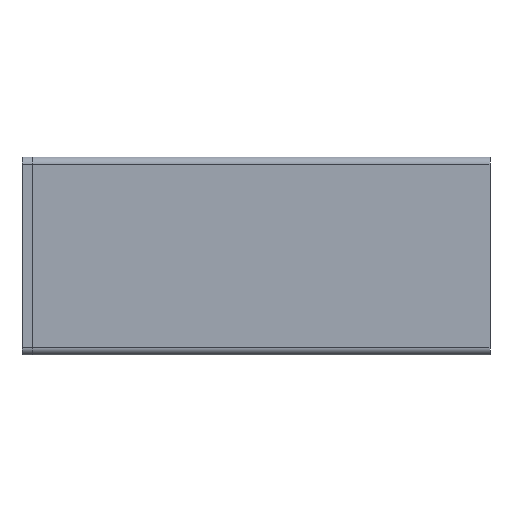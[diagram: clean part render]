
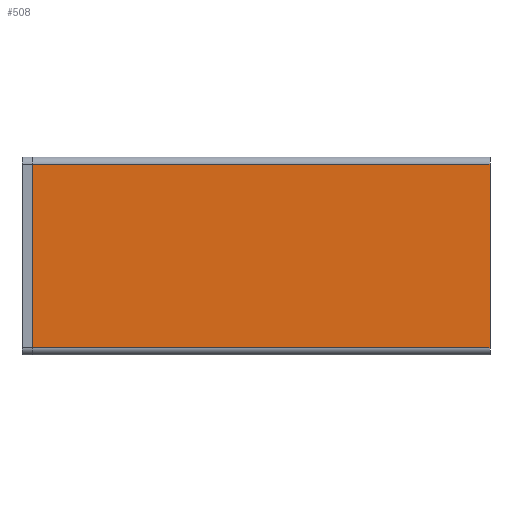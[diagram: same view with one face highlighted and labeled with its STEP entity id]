
A CAD part, front view. The second image highlights one B-rep face of the part: STEP entity #508.
In plain terms, the highlighted planar face has unit normal (0, -1, 0).
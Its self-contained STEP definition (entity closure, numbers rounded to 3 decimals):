
#169 = VERTEX_POINT('',#170);
#170 = CARTESIAN_POINT('',(29.,126.725,28.275));
#177 = EDGE_CURVE('',#178,#169,#180,.T.);
#178 = VERTEX_POINT('',#179);
#179 = CARTESIAN_POINT('',(29.,126.725,-22.275));
#180 = LINE('',#181,#182);
#181 = CARTESIAN_POINT('',(29.,126.725,-24.275));
#182 = VECTOR('',#183,1.);
#183 = DIRECTION('',(0.,0.,1.));
#463 = VERTEX_POINT('',#464);
#464 = CARTESIAN_POINT('',(-97.,126.725,28.275));
#471 = EDGE_CURVE('',#463,#169,#472,.T.);
#472 = LINE('',#473,#474);
#473 = CARTESIAN_POINT('',(-97.,126.725,28.275));
#474 = VECTOR('',#475,1.);
#475 = DIRECTION('',(1.,0.,0.));
#488 = VERTEX_POINT('',#489);
#489 = CARTESIAN_POINT('',(-97.,126.725,-22.275));
#496 = EDGE_CURVE('',#488,#178,#497,.T.);
#497 = LINE('',#498,#499);
#498 = CARTESIAN_POINT('',(-97.,126.725,-22.275));
#499 = VECTOR('',#500,1.);
#500 = DIRECTION('',(1.,0.,0.));
#508 = ADVANCED_FACE('',(#509),#520,.T.);
#509 = FACE_BOUND('',#510,.T.);
#510 = EDGE_LOOP('',(#511,#517,#518,#519));
#511 = ORIENTED_EDGE('',*,*,#512,.F.);
#512 = EDGE_CURVE('',#488,#463,#513,.T.);
#513 = LINE('',#514,#515);
#514 = CARTESIAN_POINT('',(-97.,126.725,-24.275));
#515 = VECTOR('',#516,1.);
#516 = DIRECTION('',(0.,0.,1.));
#517 = ORIENTED_EDGE('',*,*,#496,.T.);
#518 = ORIENTED_EDGE('',*,*,#177,.T.);
#519 = ORIENTED_EDGE('',*,*,#471,.F.);
#520 = PLANE('',#521);
#521 = AXIS2_PLACEMENT_3D('',#522,#523,#524);
#522 = CARTESIAN_POINT('',(-97.,126.725,-24.275));
#523 = DIRECTION('',(0.,-1.,0.));
#524 = DIRECTION('',(0.,0.,1.));
